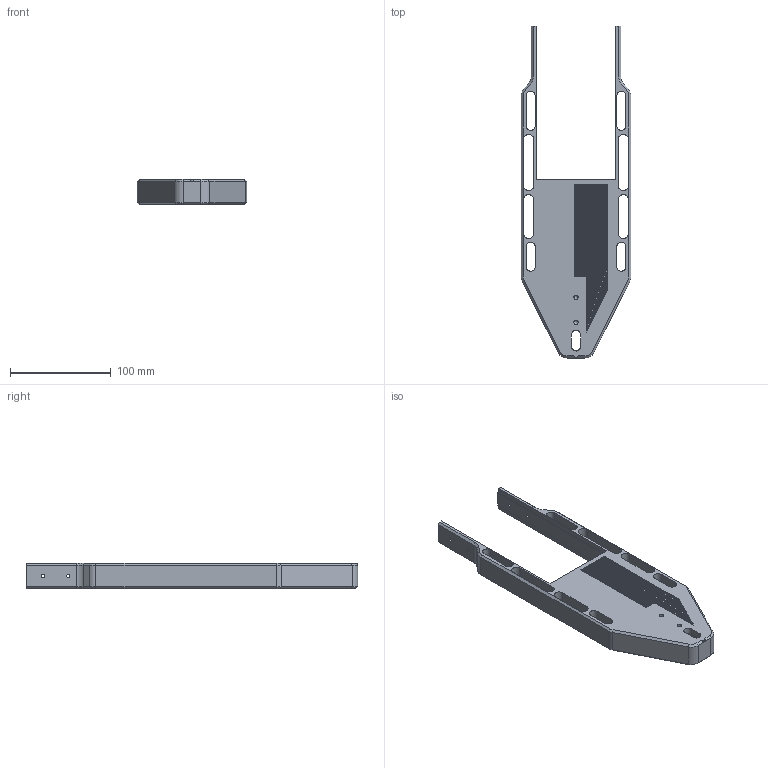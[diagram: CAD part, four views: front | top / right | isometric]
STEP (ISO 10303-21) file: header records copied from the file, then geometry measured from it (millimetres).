
FILE_DESCRIPTION(/* description */ ('STEP AP242','CAx-IF Rec.Pracs.---Representation and Presentation of Product Manufacturing Information (PMI)---4.0---2014-10-13','CAx-IF Rec.Pracs.---3D Tessellated Geometry---0.4---2014-09-14','2;1','CAx-IF Rec.Pracs.---User Defined Attributes---1.5---2016-08-15'),/* implementation_level */ '2;1');
FILE_NAME(/* name */ '691f5d1148ea32aa5addfb20',/* time_stamp */ '2025-11-20T18:25:24Z',/* author */ (''),/* organization */ (''),/* preprocessor_version */ 'ST-DEVELOPER v20',/* originating_system */ 'ONSHAPE BY PTC INC, 1.206',/* authorisation */ ' ');
FILE_SCHEMA (('AP242_MANAGED_MODEL_BASED_3D_ENGINEERING_MIM_LF { 1 0 10303 442 1 1 4 }'));
Length unit declared in the file: metre
Products named in the file (1): A1_CTRL_V4
Bounding box: 109 x 329.91 x 25 mm (x, y, z)
Volume: 148080.7 mm3; surface area: 96599.9 mm2
Topology: 1 solids, 1 shells, 1070 faces, 2956 edges, 1961 vertices
Faces by surface type: plane 556, cylinder 375, bspline 117, cone 20, torus 2
Full cylindrical faces by diameter (mm): 1.8 x4, 2.5 x7, 3.3 x4, 4.2 x2, 5 x2, 10 x2
Entity records: 34444 total; most frequent: CARTESIAN_POINT 7242, ORIENTED_EDGE 5830, DIRECTION 5362, EDGE_CURVE 2915, VERTEX_POINT 1949, LINE 1904, VECTOR 1904, AXIS2_PLACEMENT_3D 1729
